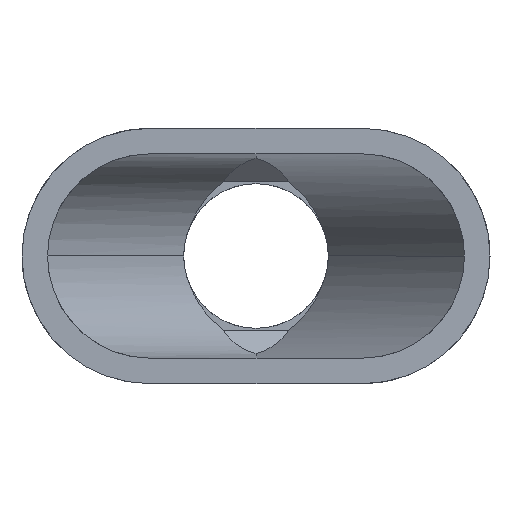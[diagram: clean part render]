
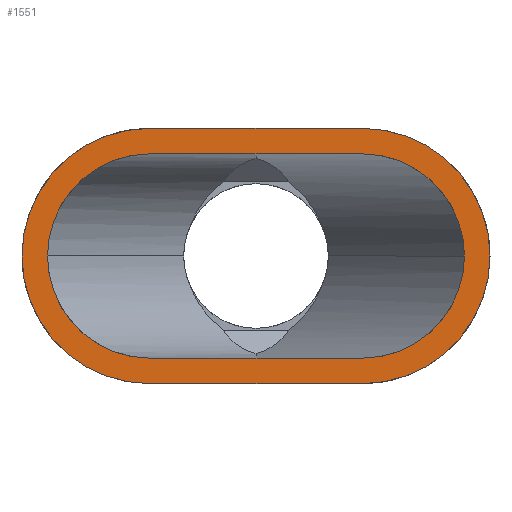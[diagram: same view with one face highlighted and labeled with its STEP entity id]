
A CAD part, front view. The second image highlights one B-rep face of the part: STEP entity #1551.
In plain terms, the highlighted planar face has unit normal (0, -1, 0).
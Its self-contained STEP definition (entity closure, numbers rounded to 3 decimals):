
#19 = CARTESIAN_POINT ( 'NONE',  ( 1.25, -6., 1.2 ) ) ;
#28 = CARTESIAN_POINT ( 'NONE',  ( -1.25, -6., 0. ) ) ;
#30 = DIRECTION ( 'NONE',  ( 0., 0., 1. ) ) ;
#38 = VERTEX_POINT ( 'NONE', #1622 ) ;
#50 = LINE ( 'NONE', #1044, #209 ) ;
#55 = EDGE_CURVE ( 'NONE', #38, #180, #1449, .T. ) ;
#82 = VECTOR ( 'NONE', #632, 1000. ) ;
#90 = CARTESIAN_POINT ( 'NONE',  ( 1.25, -6., 0. ) ) ;
#119 = ORIENTED_EDGE ( 'NONE', *, *, #1417, .F. ) ;
#130 = DIRECTION ( 'NONE',  ( 1., 0., 0. ) ) ;
#144 = CIRCLE ( 'NONE', #220, 1.2 ) ;
#153 = VERTEX_POINT ( 'NONE', #162 ) ;
#162 = CARTESIAN_POINT ( 'NONE',  ( -1.25, -6., 1.2 ) ) ;
#167 = VECTOR ( 'NONE', #1054, 1000. ) ;
#180 = VERTEX_POINT ( 'NONE', #765 ) ;
#182 = DIRECTION ( 'NONE',  ( 0., 0., 1. ) ) ;
#189 = LINE ( 'NONE', #1530, #1481 ) ;
#202 = ORIENTED_EDGE ( 'NONE', *, *, #55, .T. ) ;
#209 = VECTOR ( 'NONE', #1022, 1000. ) ;
#220 = AXIS2_PLACEMENT_3D ( 'NONE', #1173, #696, #1191 ) ;
#226 = CIRCLE ( 'NONE', #984, 1.5 ) ;
#235 = EDGE_CURVE ( 'NONE', #153, #742, #578, .T. ) ;
#285 = CARTESIAN_POINT ( 'NONE',  ( 0., -6., 0. ) ) ;
#291 = VERTEX_POINT ( 'NONE', #1537 ) ;
#293 = DIRECTION ( 'NONE',  ( 0., -1., 0. ) ) ;
#315 = ORIENTED_EDGE ( 'NONE', *, *, #710, .T. ) ;
#348 = EDGE_CURVE ( 'NONE', #550, #1567, #1202, .T. ) ;
#402 = CARTESIAN_POINT ( 'NONE',  ( -1.25, -6., 0. ) ) ;
#413 = CIRCLE ( 'NONE', #502, 1.5 ) ;
#423 = VERTEX_POINT ( 'NONE', #906 ) ;
#430 = DIRECTION ( 'NONE',  ( 0., -1., 0. ) ) ;
#441 = AXIS2_PLACEMENT_3D ( 'NONE', #1164, #1550, #1425 ) ;
#448 = EDGE_CURVE ( 'NONE', #423, #688, #1456, .T. ) ;
#502 = AXIS2_PLACEMENT_3D ( 'NONE', #1540, #1527, #1397 ) ;
#550 = VERTEX_POINT ( 'NONE', #958 ) ;
#569 = CARTESIAN_POINT ( 'NONE',  ( 2.75, -6., -1.5 ) ) ;
#578 = LINE ( 'NONE', #885, #82 ) ;
#609 = VERTEX_POINT ( 'NONE', #739 ) ;
#612 = EDGE_CURVE ( 'NONE', #688, #742, #1069, .T. ) ;
#616 = CARTESIAN_POINT ( 'NONE',  ( 2.45, -6., 0. ) ) ;
#625 = DIRECTION ( 'NONE',  ( 0., 0., 1. ) ) ;
#632 = DIRECTION ( 'NONE',  ( 1., 0., 0. ) ) ;
#648 = CARTESIAN_POINT ( 'NONE',  ( -1.25, -6., -1.5 ) ) ;
#688 = VERTEX_POINT ( 'NONE', #616 ) ;
#693 = DIRECTION ( 'NONE',  ( 0., 1., 0. ) ) ;
#696 = DIRECTION ( 'NONE',  ( 0., -1., 0. ) ) ;
#697 = EDGE_CURVE ( 'NONE', #609, #803, #1076, .T. ) ;
#700 = AXIS2_PLACEMENT_3D ( 'NONE', #402, #430, #30 ) ;
#710 = EDGE_CURVE ( 'NONE', #291, #38, #413, .T. ) ;
#739 = CARTESIAN_POINT ( 'NONE',  ( -2.45, -6., 0. ) ) ;
#742 = VERTEX_POINT ( 'NONE', #19 ) ;
#751 = DIRECTION ( 'NONE',  ( 0., -1., 0. ) ) ;
#765 = CARTESIAN_POINT ( 'NONE',  ( 1.25, -6., 1.5 ) ) ;
#775 = EDGE_CURVE ( 'NONE', #423, #803, #50, .T. ) ;
#803 = VERTEX_POINT ( 'NONE', #1558 ) ;
#810 = AXIS2_PLACEMENT_3D ( 'NONE', #90, #1360, #625 ) ;
#845 = CARTESIAN_POINT ( 'NONE',  ( -2.75, -6., 0. ) ) ;
#885 = CARTESIAN_POINT ( 'NONE',  ( 0., -6., 1.2 ) ) ;
#889 = DIRECTION ( 'NONE',  ( 0., 0., 1. ) ) ;
#906 = CARTESIAN_POINT ( 'NONE',  ( 1.25, -6., -1.2 ) ) ;
#928 = PLANE ( 'NONE',  #1170 ) ;
#958 = CARTESIAN_POINT ( 'NONE',  ( -1.25, -6., 1.5 ) ) ;
#959 = ORIENTED_EDGE ( 'NONE', *, *, #448, .F. ) ;
#960 = ORIENTED_EDGE ( 'NONE', *, *, #775, .T. ) ;
#971 = ORIENTED_EDGE ( 'NONE', *, *, #1476, .F. ) ;
#973 = EDGE_LOOP ( 'NONE', ( #119, #315, #202, #1367, #1497, #1098 ) ) ;
#978 = FACE_OUTER_BOUND ( 'NONE', #973, .T. ) ;
#984 = AXIS2_PLACEMENT_3D ( 'NONE', #28, #293, #1404 ) ;
#998 = DIRECTION ( 'NONE',  ( 0., -1., 0. ) ) ;
#1022 = DIRECTION ( 'NONE',  ( -1., 0., 0. ) ) ;
#1044 = CARTESIAN_POINT ( 'NONE',  ( 0., -6., -1.2 ) ) ;
#1045 = ORIENTED_EDGE ( 'NONE', *, *, #612, .F. ) ;
#1054 = DIRECTION ( 'NONE',  ( -1., 0., 0. ) ) ;
#1069 = CIRCLE ( 'NONE', #810, 1.2 ) ;
#1072 = AXIS2_PLACEMENT_3D ( 'NONE', #1485, #998, #889 ) ;
#1076 = CIRCLE ( 'NONE', #1568, 1.2 ) ;
#1098 = ORIENTED_EDGE ( 'NONE', *, *, #1500, .T. ) ;
#1102 = ORIENTED_EDGE ( 'NONE', *, *, #697, .F. ) ;
#1110 = FACE_BOUND ( 'NONE', #1451, .T. ) ;
#1158 = VERTEX_POINT ( 'NONE', #648 ) ;
#1164 = CARTESIAN_POINT ( 'NONE',  ( 1.25, -6., 0. ) ) ;
#1170 = AXIS2_PLACEMENT_3D ( 'NONE', #285, #693, #182 ) ;
#1173 = CARTESIAN_POINT ( 'NONE',  ( -1.25, -6., 0. ) ) ;
#1191 = DIRECTION ( 'NONE',  ( 0., 0., 1. ) ) ;
#1202 = CIRCLE ( 'NONE', #700, 1.5 ) ;
#1266 = ORIENTED_EDGE ( 'NONE', *, *, #235, .T. ) ;
#1276 = LINE ( 'NONE', #569, #167 ) ;
#1360 = DIRECTION ( 'NONE',  ( 0., -1., 0. ) ) ;
#1367 = ORIENTED_EDGE ( 'NONE', *, *, #1442, .F. ) ;
#1397 = DIRECTION ( 'NONE',  ( 0., 0., 1. ) ) ;
#1404 = DIRECTION ( 'NONE',  ( 0., 0., 1. ) ) ;
#1417 = EDGE_CURVE ( 'NONE', #291, #1158, #1276, .T. ) ;
#1425 = DIRECTION ( 'NONE',  ( 0., 0., 1. ) ) ;
#1442 = EDGE_CURVE ( 'NONE', #550, #180, #189, .T. ) ;
#1449 = CIRCLE ( 'NONE', #1072, 1.5 ) ;
#1451 = EDGE_LOOP ( 'NONE', ( #959, #960, #1102, #971, #1266, #1045 ) ) ;
#1456 = CIRCLE ( 'NONE', #441, 1.2 ) ;
#1476 = EDGE_CURVE ( 'NONE', #153, #609, #144, .T. ) ;
#1481 = VECTOR ( 'NONE', #130, 1000. ) ;
#1485 = CARTESIAN_POINT ( 'NONE',  ( 1.25, -6., 0. ) ) ;
#1486 = CARTESIAN_POINT ( 'NONE',  ( -1.25, -6., 0. ) ) ;
#1497 = ORIENTED_EDGE ( 'NONE', *, *, #348, .T. ) ;
#1500 = EDGE_CURVE ( 'NONE', #1567, #1158, #226, .T. ) ;
#1527 = DIRECTION ( 'NONE',  ( 0., -1., 0. ) ) ;
#1530 = CARTESIAN_POINT ( 'NONE',  ( 2.75, -6., 1.5 ) ) ;
#1537 = CARTESIAN_POINT ( 'NONE',  ( 1.25, -6., -1.5 ) ) ;
#1540 = CARTESIAN_POINT ( 'NONE',  ( 1.25, -6., 0. ) ) ;
#1550 = DIRECTION ( 'NONE',  ( 0., -1., 0. ) ) ;
#1551 = ADVANCED_FACE ( 'NONE', ( #978, #1110 ), #928, .F. ) ;
#1558 = CARTESIAN_POINT ( 'NONE',  ( -1.25, -6., -1.2 ) ) ;
#1567 = VERTEX_POINT ( 'NONE', #845 ) ;
#1568 = AXIS2_PLACEMENT_3D ( 'NONE', #1486, #751, #1630 ) ;
#1622 = CARTESIAN_POINT ( 'NONE',  ( 2.75, -6., 0. ) ) ;
#1630 = DIRECTION ( 'NONE',  ( 0., 0., 1. ) ) ;
